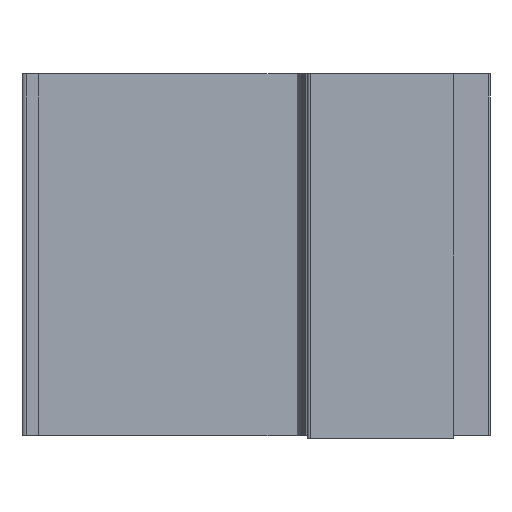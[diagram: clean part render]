
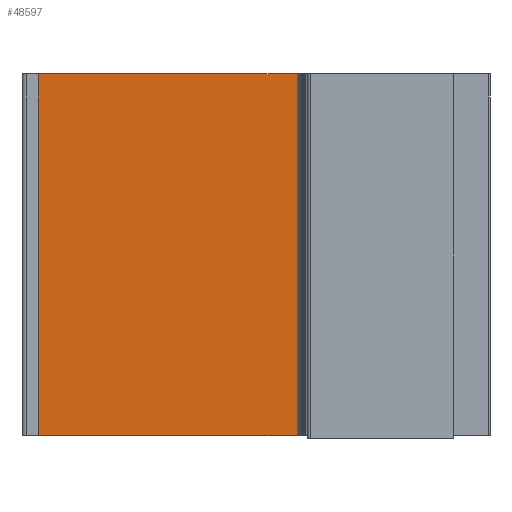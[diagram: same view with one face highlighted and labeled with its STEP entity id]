
A CAD part, left-side view. The second image highlights one B-rep face of the part: STEP entity #48597.
In plain terms, the highlighted planar face has unit normal (-1, 0, 0).
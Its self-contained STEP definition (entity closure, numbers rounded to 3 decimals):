
#1864 = DIRECTION ( 'NONE',  ( 0., -1., 0. ) ) ;
#4236 = DIRECTION ( 'NONE',  ( 0., 0., -1. ) ) ;
#5523 = CARTESIAN_POINT ( 'NONE',  ( -13., -150., 125. ) ) ;
#5841 = DIRECTION ( 'NONE',  ( 0., -1., 0. ) ) ;
#7425 = AXIS2_PLACEMENT_3D ( 'NONE', #5523, #38522, #4236 ) ;
#8440 = CARTESIAN_POINT ( 'NONE',  ( -13., -150., -125. ) ) ;
#9602 = CARTESIAN_POINT ( 'NONE',  ( -13., 150., 125. ) ) ;
#14043 = ORIENTED_EDGE ( 'NONE', *, *, #25187, .T. ) ;
#24390 = VECTOR ( 'NONE', #1864, 1000. ) ;
#24841 = DIRECTION ( 'NONE',  ( 0., 0., -1. ) ) ;
#25187 = EDGE_CURVE ( 'NONE', #36642, #61980, #35666, .T. ) ;
#30158 = VERTEX_POINT ( 'NONE', #8440 ) ;
#30748 = FACE_OUTER_BOUND ( 'NONE', #71255, .T. ) ;
#30787 = ORIENTED_EDGE ( 'NONE', *, *, #35093, .F. ) ;
#31383 = EDGE_CURVE ( 'NONE', #61980, #30158, #75607, .T. ) ;
#35093 = EDGE_CURVE ( 'NONE', #56487, #30158, #84232, .T. ) ;
#35579 = CARTESIAN_POINT ( 'NONE',  ( -13., 150., 125. ) ) ;
#35666 = LINE ( 'NONE', #9602, #66933 ) ;
#36642 = VERTEX_POINT ( 'NONE', #35579 ) ;
#38522 = DIRECTION ( 'NONE',  ( 1., 0., 0. ) ) ;
#48305 = CARTESIAN_POINT ( 'NONE',  ( -13., -150., -125. ) ) ;
#48597 = ADVANCED_FACE ( 'NONE', ( #30748 ), #77991, .F. ) ;
#48690 = DIRECTION ( 'NONE',  ( 0., 0., -1. ) ) ;
#49104 = ORIENTED_EDGE ( 'NONE', *, *, #31383, .T. ) ;
#49208 = CARTESIAN_POINT ( 'NONE',  ( -13., -150., 125. ) ) ;
#51661 = CARTESIAN_POINT ( 'NONE',  ( -13., 150., -125. ) ) ;
#56261 = ORIENTED_EDGE ( 'NONE', *, *, #71388, .F. ) ;
#56487 = VERTEX_POINT ( 'NONE', #49208 ) ;
#59716 = VECTOR ( 'NONE', #5841, 1000. ) ;
#61980 = VERTEX_POINT ( 'NONE', #51661 ) ;
#64835 = LINE ( 'NONE', #65270, #59716 ) ;
#65270 = CARTESIAN_POINT ( 'NONE',  ( -13., -150., 125. ) ) ;
#66933 = VECTOR ( 'NONE', #48690, 1000. ) ;
#71255 = EDGE_LOOP ( 'NONE', ( #49104, #30787, #56261, #14043 ) ) ;
#71388 = EDGE_CURVE ( 'NONE', #36642, #56487, #64835, .T. ) ;
#74497 = VECTOR ( 'NONE', #24841, 1000. ) ;
#75607 = LINE ( 'NONE', #48305, #24390 ) ;
#77991 = PLANE ( 'NONE',  #7425 ) ;
#78584 = CARTESIAN_POINT ( 'NONE',  ( -13., -150., 125. ) ) ;
#84232 = LINE ( 'NONE', #78584, #74497 ) ;
